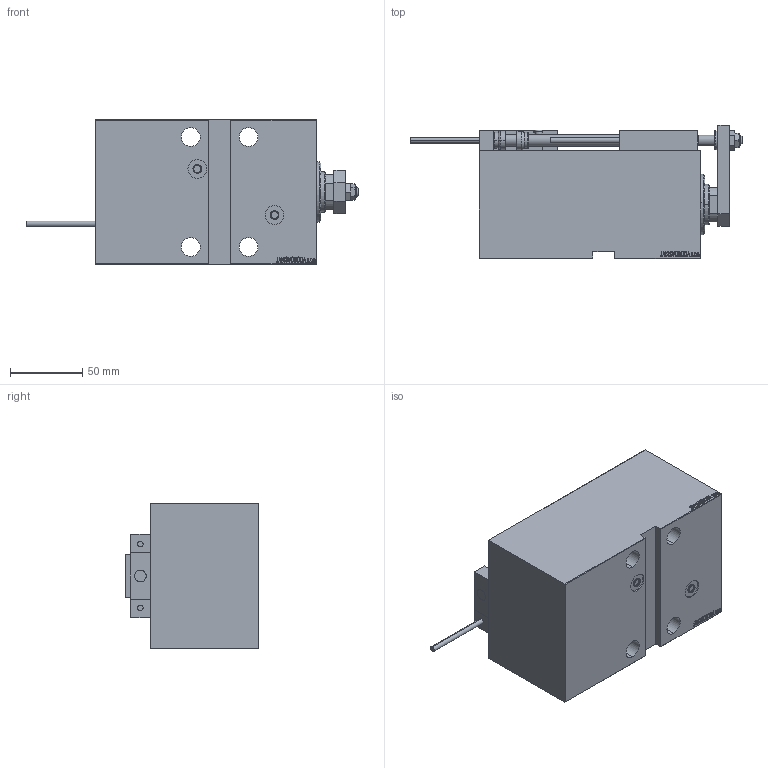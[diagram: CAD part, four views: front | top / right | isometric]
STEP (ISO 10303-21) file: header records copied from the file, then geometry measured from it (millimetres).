
FILE_DESCRIPTION (( 'STEP AP203' ), '1' );
FILE_NAME ('e697.STEP', '2024-02-11T13:25:49', ( '' ), ( '' ), 'SwSTEP 2.0', 'SolidWorks 2019', '' );
FILE_SCHEMA (( 'CONFIG_CONTROL_DESIGN' ));
Length unit declared in the file: millimetre
Products named in the file (17): TYC_L79 d8e5fabcfa3dd547d5754b65e14637c8; SWITCH_X_FRONT_BACK d8e5fabcfa3dd547d5754b65e14637c8; V450CM_G_Body d8e5fabcfa3dd547d5754b65e14637c8; V450CM_G_VCP d8e5fabcfa3dd547d5754b65e14637c8; NUT_D10 d8e5fabcfa3dd547d5754b65e14637c8; SWITCH DIM B,W d8e5fabcfa3dd547d5754b65e14637c8; MAGNET d8e5fabcfa3dd547d5754b65e14637c8; ZARAZKA d8e5fabcfa3dd547d5754b65e14637c8; SWITCH X d8e5fabcfa3dd547d5754b65e14637c8; KONCOVKA d8e5fabcfa3dd547d5754b65e14637c8; ALLEN BOLT D8 d8e5fabcfa3dd547d5754b65e14637c8; ALLEN BOLT D5 d8e5fabcfa3dd547d5754b65e14637c8; Zatka_OIL_PORT d8e5fabcfa3dd547d5754b65e14637c8; V450CM_VC_G d8e5fabcfa3dd547d5754b65e14637c8; e697; Block d8e5fabcfa3dd547d5754b65e14637c8; NUT_D12 d8e5fabcfa3dd547d5754b65e14637c8
Assembly tree (27 placements, depth 3):
  e697
    V450CM_G_Body d8e5fabcfa3dd547d5754b65e14637c8
    V450CM_G_VCP d8e5fabcfa3dd547d5754b65e14637c8
    V450CM_VC_G d8e5fabcfa3dd547d5754b65e14637c8
    SWITCH X d8e5fabcfa3dd547d5754b65e14637c8
      SWITCH_X_FRONT_BACK d8e5fabcfa3dd547d5754b65e14637c8  x2
      TYC_L79 d8e5fabcfa3dd547d5754b65e14637c8
      Block d8e5fabcfa3dd547d5754b65e14637c8  x2
      ALLEN BOLT D5 d8e5fabcfa3dd547d5754b65e14637c8  x4
      ALLEN BOLT D8 d8e5fabcfa3dd547d5754b65e14637c8  x4
      MAGNET d8e5fabcfa3dd547d5754b65e14637c8  x2
      KONCOVKA d8e5fabcfa3dd547d5754b65e14637c8  x2
    ZARAZKA d8e5fabcfa3dd547d5754b65e14637c8
    NUT_D10 d8e5fabcfa3dd547d5754b65e14637c8
    NUT_D12 d8e5fabcfa3dd547d5754b65e14637c8
    SWITCH DIM B,W d8e5fabcfa3dd547d5754b65e14637c8
    Zatka_OIL_PORT d8e5fabcfa3dd547d5754b65e14637c8  x2
Bounding box: 229.7 x 92.5 x 100 mm (x, y, z)
Volume: 1030626.5 mm3; surface area: 163785.5 mm2
Topology: 26 solids, 26 shells, 1333 faces, 3180 edges, 2030 vertices
Faces by surface type: plane 602, bspline 380, cylinder 186, cone 117, torus 44, sphere 4
Entity records: 50714 total; most frequent: CARTESIAN_POINT 25508, ORIENTED_EDGE 5300, DIRECTION 3597, EDGE_CURVE 2650, VERTEX_POINT 1730, VECTOR 1543, LINE 1543, EDGE_LOOP 1224
